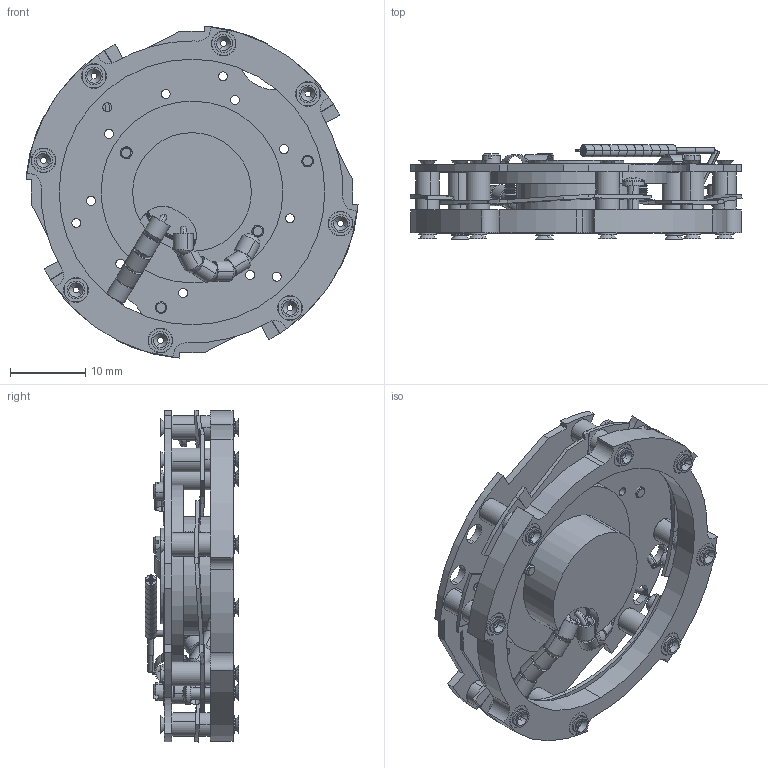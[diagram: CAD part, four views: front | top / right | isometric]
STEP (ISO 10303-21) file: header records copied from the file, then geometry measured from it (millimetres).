
FILE_DESCRIPTION (( 'STEP AP214' ), '1' );
FILE_NAME ('SN103356-01, STLCP-1.74_TTC_H_S PLATEN ASSEMBLY.STEP', '2020-05-08T16:04:55', ( '' ), ( '' ), 'SwSTEP 2.0', 'SolidWorks 2010', '' );
FILE_SCHEMA (( 'AUTOMOTIVE_DESIGN' ));
Length unit declared in the file: inch
Products named in the file (1): SN103356-01, STLCP-1.74_TTC_H_S PLATEN ASSEMBLY
Bounding box: 44.06 x 12.47 x 44.06 mm (x, y, z)
Surface area: 10789 mm2 (no closed solid volume)
Topology: 0 solids, 114 shells, 971 faces, 2520 edges, 1637 vertices
Faces by surface type: cylinder 466, plane 260, cone 167, sphere 34, torus 32, bspline 12
Entity records: 42777 total; most frequent: DIRECTION 5799, CARTESIAN_POINT 5481, ORIENTED_EDGE 4415, EDGE_CURVE 2512, AXIS2_PLACEMENT_3D 2419, VERTEX_POINT 1637, CIRCLE 1459, EDGE_LOOP 1170
